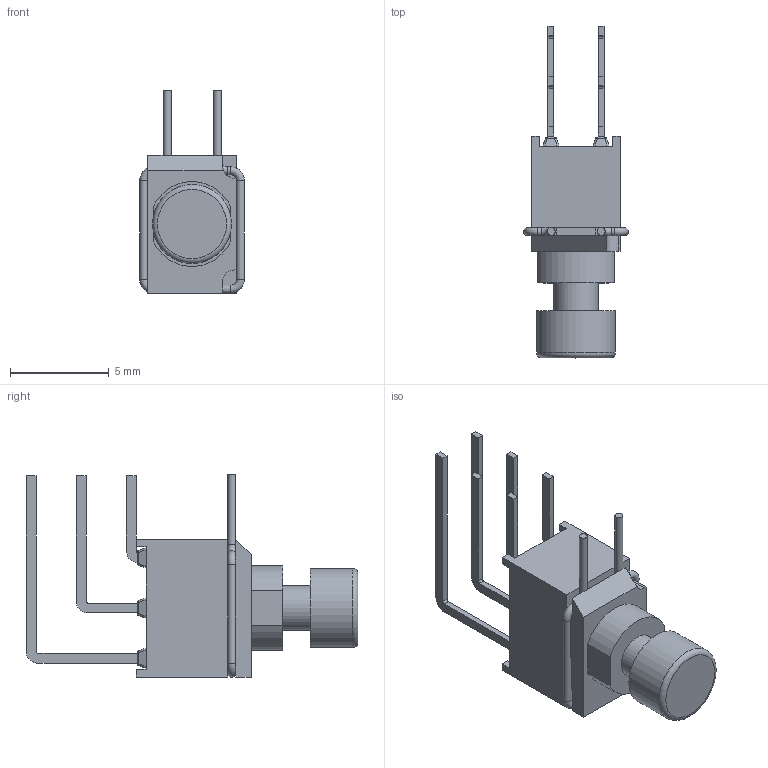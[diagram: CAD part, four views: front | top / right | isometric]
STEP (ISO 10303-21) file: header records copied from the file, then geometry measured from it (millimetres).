
FILE_DESCRIPTION((' '),'2;1');
FILE_NAME('800UDP8P1A1M7RER1xxx.stp','2017-08-02T08:30:19',(' '),(' '),' ','ACIS',' ');
FILE_SCHEMA(('CONFIG_CONTROL_DESIGN'));
Length unit declared in the file: inch
Products named in the file (1): 800UDP8P1A1M7RER1xxx.stp
Bounding box: 5.3 x 16.81 x 10.25 mm (x, y, z)
Volume: 230 mm3; surface area: 468 mm2
Topology: 1 solids, 1 shells, 246 faces, 614 edges, 372 vertices
Faces by surface type: plane 135, cylinder 80, sphere 24, torus 7
Full cylindrical faces by diameter (mm): 0.4 x7, 2.25 x1, 2.3 x1, 4 x1
Entity records: 7278 total; most frequent: DIRECTION 1277, CARTESIAN_POINT 1227, ORIENTED_EDGE 1200, EDGE_CURVE 600, AXIS2_PLACEMENT_3D 434, VECTOR 409, LINE 409, VERTEX_POINT 368
